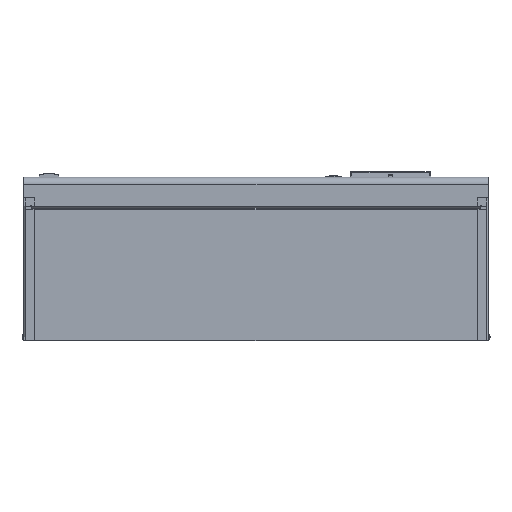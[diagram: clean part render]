
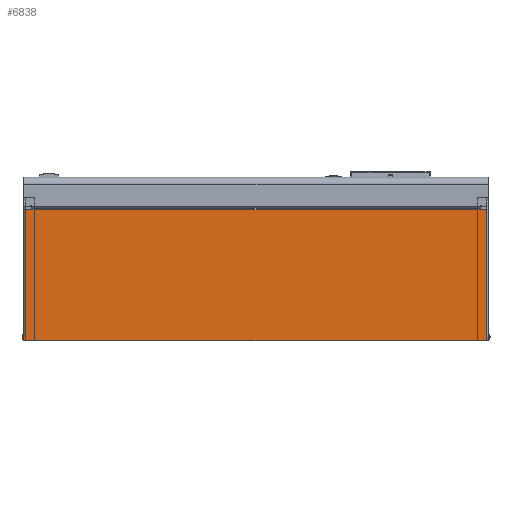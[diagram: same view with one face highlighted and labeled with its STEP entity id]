
A CAD part, front view. The second image highlights one B-rep face of the part: STEP entity #6838.
In plain terms, the highlighted planar face has unit normal (0, -1, 0).
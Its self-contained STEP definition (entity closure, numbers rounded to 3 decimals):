
#6838=ADVANCED_FACE('',(#43392),#43394,.F.);
#43392=FACE_BOUND('',#43393,.T.);
#43393=EDGE_LOOP('',(#82112,#82113,#82114,#82115,#82116,#82117,#82118,#82119,#82120,
#82121,#82122,#82123,#82124,#82125,#82126,#82127));
#43394=PLANE('',#43395);
#43395=AXIS2_PLACEMENT_3D('',#43396,#43397,#43398);
#43396=CARTESIAN_POINT('',(298.5,-186.,-1.));
#43397=DIRECTION('',(0.,1.,0.));
#43398=DIRECTION('',(-1.,0.,0.));
#82112=ORIENTED_EDGE('',*,*,#101471,.T.);
#82113=ORIENTED_EDGE('',*,*,#102930,.T.);
#82114=ORIENTED_EDGE('',*,*,#102931,.T.);
#82115=ORIENTED_EDGE('',*,*,#102932,.F.);
#82116=ORIENTED_EDGE('',*,*,#102933,.F.);
#82117=ORIENTED_EDGE('',*,*,#102934,.F.);
#82118=ORIENTED_EDGE('',*,*,#102935,.F.);
#82119=ORIENTED_EDGE('',*,*,#102936,.F.);
#82120=ORIENTED_EDGE('',*,*,#102937,.T.);
#82121=ORIENTED_EDGE('',*,*,#102938,.F.);
#82122=ORIENTED_EDGE('',*,*,#102939,.F.);
#82123=ORIENTED_EDGE('',*,*,#102940,.F.);
#82124=ORIENTED_EDGE('',*,*,#102941,.F.);
#82125=ORIENTED_EDGE('',*,*,#102942,.F.);
#82126=ORIENTED_EDGE('',*,*,#102943,.T.);
#82127=ORIENTED_EDGE('',*,*,#102944,.T.);
#101471=EDGE_CURVE('',#113541,#113539,#113542,.F.);
#102930=EDGE_CURVE('',#113539,#115951,#115953,.T.);
#102931=EDGE_CURVE('',#115951,#115954,#115955,.T.);
#102932=EDGE_CURVE('',#115956,#115954,#115957,.T.);
#102933=EDGE_CURVE('',#115958,#115956,#115959,.T.);
#102934=EDGE_CURVE('',#115960,#115958,#115961,.T.);
#102935=EDGE_CURVE('',#115962,#115960,#115963,.T.);
#102936=EDGE_CURVE('',#115964,#115962,#115965,.T.);
#102937=EDGE_CURVE('',#115964,#115966,#115967,.T.);
#102938=EDGE_CURVE('',#115968,#115966,#115969,.T.);
#102939=EDGE_CURVE('',#115970,#115968,#115971,.T.);
#102940=EDGE_CURVE('',#115972,#115970,#115973,.T.);
#102941=EDGE_CURVE('',#115974,#115972,#115975,.T.);
#102942=EDGE_CURVE('',#115976,#115974,#115977,.T.);
#102943=EDGE_CURVE('',#115976,#115978,#115979,.T.);
#102944=EDGE_CURVE('',#115978,#113541,#115980,.T.);
#113539=VERTEX_POINT('',#137208);
#113541=VERTEX_POINT('',#137212);
#113542=LINE('',#137213,#137214);
#115951=VERTEX_POINT('',#148892);
#115953=LINE('',#148896,#148897);
#115954=VERTEX_POINT('',#148899);
#115955=LINE('',#148900,#148901);
#115956=VERTEX_POINT('',#148903);
#115957=LINE('',#148904,#148905);
#115958=VERTEX_POINT('',#148907);
#115959=LINE('',#148908,#148909);
#115960=VERTEX_POINT('',#148911);
#115961=LINE('',#148912,#148913);
#115962=VERTEX_POINT('',#148915);
#115963=LINE('',#148916,#148917);
#115964=VERTEX_POINT('',#148919);
#115965=LINE('',#148920,#148921);
#115966=VERTEX_POINT('',#148923);
#115967=LINE('',#148924,#148925);
#115968=VERTEX_POINT('',#148927);
#115969=LINE('',#148928,#148929);
#115970=VERTEX_POINT('',#148931);
#115971=LINE('',#148932,#148933);
#115972=VERTEX_POINT('',#148935);
#115973=LINE('',#148936,#148937);
#115974=VERTEX_POINT('',#148939);
#115975=LINE('',#148940,#148941);
#115976=VERTEX_POINT('',#148943);
#115977=LINE('',#148944,#148945);
#115978=VERTEX_POINT('',#148947);
#115979=LINE('',#148948,#148949);
#115980=LINE('',#148951,#148952);
#137208=CARTESIAN_POINT('',(300.,-186.,0.));
#137212=CARTESIAN_POINT('',(-300.,-186.,0.));
#137213=CARTESIAN_POINT('',(300.,-186.,0.));
#137214=VECTOR('',#137215,1.);
#137215=DIRECTION('',(-1.,0.,0.));
#148892=CARTESIAN_POINT('',(300.,-186.,5.));
#148896=CARTESIAN_POINT('',(300.,-186.,0.));
#148897=VECTOR('',#148898,1.);
#148898=DIRECTION('',(0.,0.,1.));
#148899=CARTESIAN_POINT('',(298.5,-186.,5.));
#148900=CARTESIAN_POINT('',(300.,-186.,5.));
#148901=VECTOR('',#148902,1.);
#148902=DIRECTION('',(-1.,0.,0.));
#148903=CARTESIAN_POINT('',(298.5,-186.,169.5));
#148904=CARTESIAN_POINT('',(298.5,-186.,169.5));
#148905=VECTOR('',#148906,1.);
#148906=DIRECTION('',(0.,0.,-1.));
#148907=CARTESIAN_POINT('',(287.,-186.,169.5));
#148908=CARTESIAN_POINT('',(287.,-186.,169.5));
#148909=VECTOR('',#148910,1.);
#148910=DIRECTION('',(1.,0.,0.));
#148911=CARTESIAN_POINT('',(287.,-186.,168.5));
#148912=CARTESIAN_POINT('',(287.,-186.,168.5));
#148913=VECTOR('',#148914,1.);
#148914=DIRECTION('',(0.,0.,1.));
#148915=CARTESIAN_POINT('',(286.,-186.,168.5));
#148916=CARTESIAN_POINT('',(286.,-186.,168.5));
#148917=VECTOR('',#148918,1.);
#148918=DIRECTION('',(1.,0.,0.));
#148919=CARTESIAN_POINT('',(286.,-186.,169.5));
#148920=CARTESIAN_POINT('',(286.,-186.,169.5));
#148921=VECTOR('',#148922,1.);
#148922=DIRECTION('',(0.,0.,-1.));
#148923=CARTESIAN_POINT('',(-286.,-186.,169.5));
#148924=CARTESIAN_POINT('',(286.,-186.,169.5));
#148925=VECTOR('',#148926,1.);
#148926=DIRECTION('',(-1.,0.,0.));
#148927=CARTESIAN_POINT('',(-286.,-186.,168.5));
#148928=CARTESIAN_POINT('',(-286.,-186.,168.5));
#148929=VECTOR('',#148930,1.);
#148930=DIRECTION('',(0.,0.,1.));
#148931=CARTESIAN_POINT('',(-287.,-186.,168.5));
#148932=CARTESIAN_POINT('',(-287.,-186.,168.5));
#148933=VECTOR('',#148934,1.);
#148934=DIRECTION('',(1.,0.,0.));
#148935=CARTESIAN_POINT('',(-287.,-186.,169.5));
#148936=CARTESIAN_POINT('',(-287.,-186.,169.5));
#148937=VECTOR('',#148938,1.);
#148938=DIRECTION('',(0.,0.,-1.));
#148939=CARTESIAN_POINT('',(-298.5,-186.,169.5));
#148940=CARTESIAN_POINT('',(-298.5,-186.,169.5));
#148941=VECTOR('',#148942,1.);
#148942=DIRECTION('',(1.,0.,0.));
#148943=CARTESIAN_POINT('',(-298.5,-186.,5.));
#148944=CARTESIAN_POINT('',(-298.5,-186.,5.));
#148945=VECTOR('',#148946,1.);
#148946=DIRECTION('',(0.,0.,1.));
#148947=CARTESIAN_POINT('',(-300.,-186.,5.));
#148948=CARTESIAN_POINT('',(-298.5,-186.,5.));
#148949=VECTOR('',#148950,1.);
#148950=DIRECTION('',(-1.,0.,0.));
#148951=CARTESIAN_POINT('',(-300.,-186.,5.));
#148952=VECTOR('',#148953,1.);
#148953=DIRECTION('',(0.,0.,-1.));
